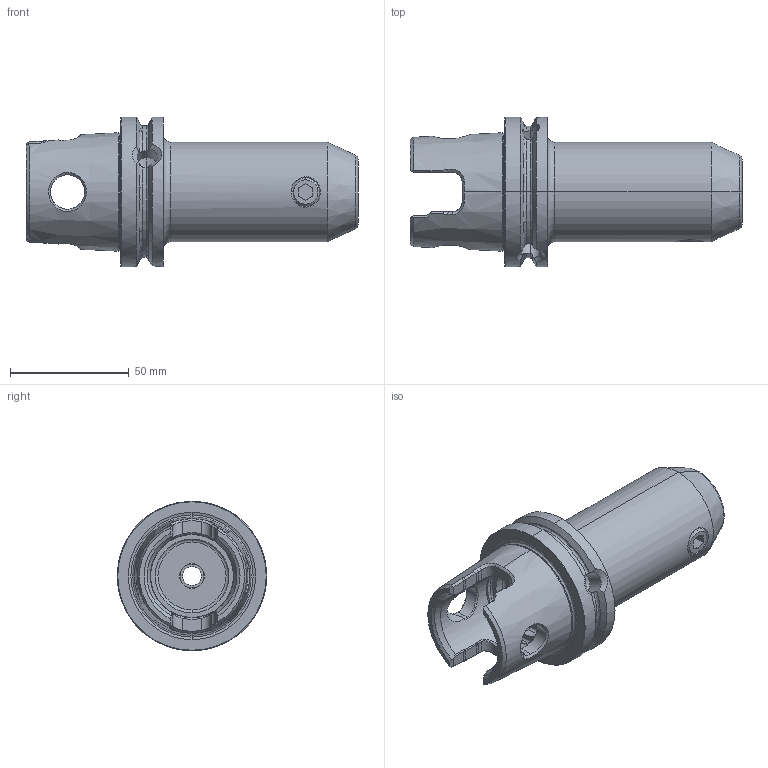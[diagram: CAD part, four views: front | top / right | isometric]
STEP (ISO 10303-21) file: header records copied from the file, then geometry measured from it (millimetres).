
FILE_DESCRIPTION (( 'STEP AP203' ), '1' );
FILE_NAME ('KY6.W12.K01.100.STEP', '2018-02-16T09:01:20', ( 'SWIAdmin' ), ( 'Hewlett-Packard Company' ), 'SwSTEP 2.0', 'SolidWorks 2017', '' );
FILE_SCHEMA (( 'CONFIG_CONTROL_DESIGN' ));
Length unit declared in the file: millimetre
Products named in the file (3): KY6-W12.K01.100_A; W12-ER1.001.016; KY6.W12.K01.100
Assembly tree (2 placements, depth 2):
  KY6.W12.K01.100
    KY6-W12.K01.100_A
    W12-ER1.001.016
Bounding box: 139.95 x 62.95 x 62.95 mm (x, y, z)
Volume: 180596.3 mm3; surface area: 33923.1 mm2
Topology: 2 solids, 2 shells, 242 faces, 611 edges, 373 vertices
Faces by surface type: cylinder 56, plane 55, bspline 52, cone 49, torus 30
Entity records: 10448 total; most frequent: CARTESIAN_POINT 4961, ORIENTED_EDGE 1206, DIRECTION 885, EDGE_CURVE 603, VERTEX_POINT 373, AXIS2_PLACEMENT_3D 365, B_SPLINE_CURVE_WITH_KNOTS 278, EDGE_LOOP 258
